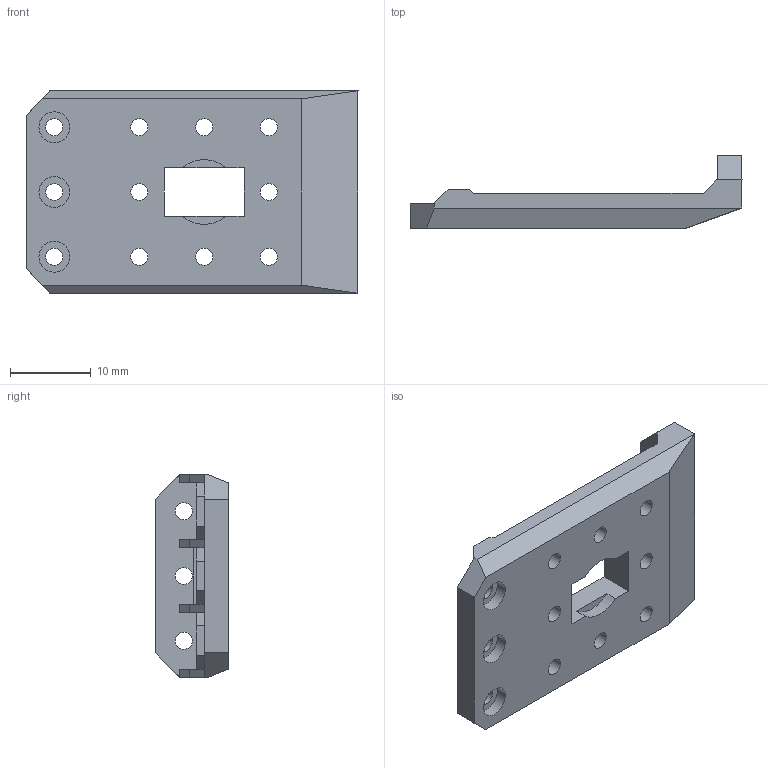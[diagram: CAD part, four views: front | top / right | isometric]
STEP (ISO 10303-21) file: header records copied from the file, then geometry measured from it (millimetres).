
FILE_DESCRIPTION((''),'2;1');
FILE_NAME('F6','2010-04-09T',('JANG WOOK'),(''),'PRO/ENGINEER BY PARAMETRIC TECHNOLOGY CORPORATION, 2009060','PRO/ENGINEER BY PARAMETRIC TECHNOLOGY CORPORATION, 2009060','');
FILE_SCHEMA(('CONFIG_CONTROL_DESIGN'));
Length unit declared in the file: millimetre
Products named in the file (1): F6
Bounding box: 41 x 9 x 25 mm (x, y, z)
Volume: 3079.9 mm3; surface area: 3491.8 mm2
Topology: 1 solids, 1 shells, 224 faces, 624 edges, 414 vertices
Faces by surface type: plane 182, cylinder 42
Entity records: 7202 total; most frequent: CARTESIAN_POINT 1262, ORIENTED_EDGE 1248, DIRECTION 1156, EDGE_CURVE 624, VECTOR 540, LINE 540, VERTEX_POINT 414, AXIS2_PLACEMENT_3D 308
